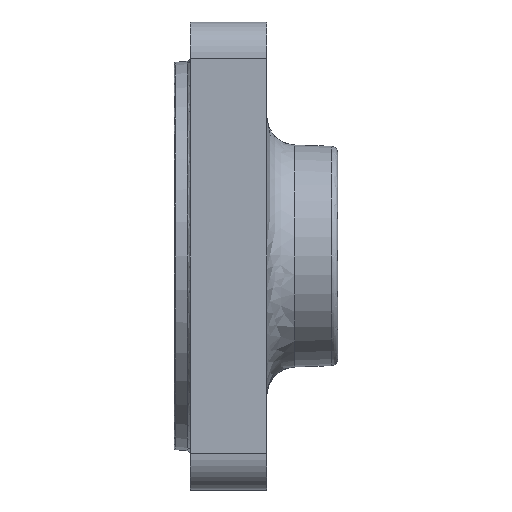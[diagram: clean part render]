
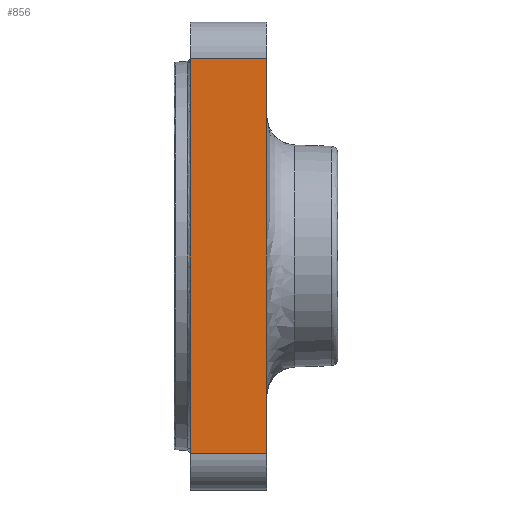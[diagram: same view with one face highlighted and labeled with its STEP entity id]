
A CAD part, left-side view. The second image highlights one B-rep face of the part: STEP entity #856.
In plain terms, the highlighted planar face has unit normal (-1, 0, 0).
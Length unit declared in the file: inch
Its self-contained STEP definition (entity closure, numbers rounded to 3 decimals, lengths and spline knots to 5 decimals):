
#43 = CARTESIAN_POINT ( 'NONE',  ( -1., 0., -0.844 ) ) ;
#47 = ORIENTED_EDGE ( 'NONE', *, *, #945, .F. ) ;
#140 = CARTESIAN_POINT ( 'NONE',  ( -1., 0., -0.844 ) ) ;
#164 = CARTESIAN_POINT ( 'NONE',  ( -1., 0., 0. ) ) ;
#182 = DIRECTION ( 'NONE',  ( 0., 0., -1. ) ) ;
#275 = LINE ( 'NONE', #164, #880 ) ;
#293 = VERTEX_POINT ( 'NONE', #140 ) ;
#368 = FACE_OUTER_BOUND ( 'NONE', #374, .T. ) ;
#374 = EDGE_LOOP ( 'NONE', ( #1014, #441, #47, #1441 ) ) ;
#416 = EDGE_CURVE ( 'NONE', #455, #293, #275, .T. ) ;
#441 = ORIENTED_EDGE ( 'NONE', *, *, #477, .T. ) ;
#455 = VERTEX_POINT ( 'NONE', #1059 ) ;
#469 = VERTEX_POINT ( 'NONE', #931 ) ;
#477 = EDGE_CURVE ( 'NONE', #293, #469, #910, .T. ) ;
#493 = VECTOR ( 'NONE', #998, 39.37008 ) ;
#593 = CARTESIAN_POINT ( 'NONE',  ( -1., 0., 0. ) ) ;
#627 = AXIS2_PLACEMENT_3D ( 'NONE', #593, #1367, #1612 ) ;
#628 = LINE ( 'NONE', #1124, #493 ) ;
#710 = EDGE_CURVE ( 'NONE', #1446, #455, #766, .T. ) ;
#766 = LINE ( 'NONE', #1263, #1120 ) ;
#809 = VECTOR ( 'NONE', #901, 39.37008 ) ;
#856 = ADVANCED_FACE ( 'NONE', ( #368 ), #1117, .T. ) ;
#880 = VECTOR ( 'NONE', #182, 39.37008 ) ;
#901 = DIRECTION ( 'NONE',  ( 0., -1., 0. ) ) ;
#910 = LINE ( 'NONE', #43, #809 ) ;
#931 = CARTESIAN_POINT ( 'NONE',  ( -1., -0.325, -0.844 ) ) ;
#945 = EDGE_CURVE ( 'NONE', #1446, #469, #628, .T. ) ;
#965 = CARTESIAN_POINT ( 'NONE',  ( -1., -0.325, 0.844 ) ) ;
#998 = DIRECTION ( 'NONE',  ( 0., 0., -1. ) ) ;
#1014 = ORIENTED_EDGE ( 'NONE', *, *, #416, .T. ) ;
#1059 = CARTESIAN_POINT ( 'NONE',  ( -1., 0., 0.844 ) ) ;
#1117 = PLANE ( 'NONE',  #627 ) ;
#1120 = VECTOR ( 'NONE', #1509, 39.37008 ) ;
#1124 = CARTESIAN_POINT ( 'NONE',  ( -1., -0.325, -1. ) ) ;
#1263 = CARTESIAN_POINT ( 'NONE',  ( -1., 0., 0.844 ) ) ;
#1367 = DIRECTION ( 'NONE',  ( -1., 0., 0. ) ) ;
#1441 = ORIENTED_EDGE ( 'NONE', *, *, #710, .T. ) ;
#1446 = VERTEX_POINT ( 'NONE', #965 ) ;
#1509 = DIRECTION ( 'NONE',  ( 0., 1., 0. ) ) ;
#1612 = DIRECTION ( 'NONE',  ( 0., 0., 1. ) ) ;
